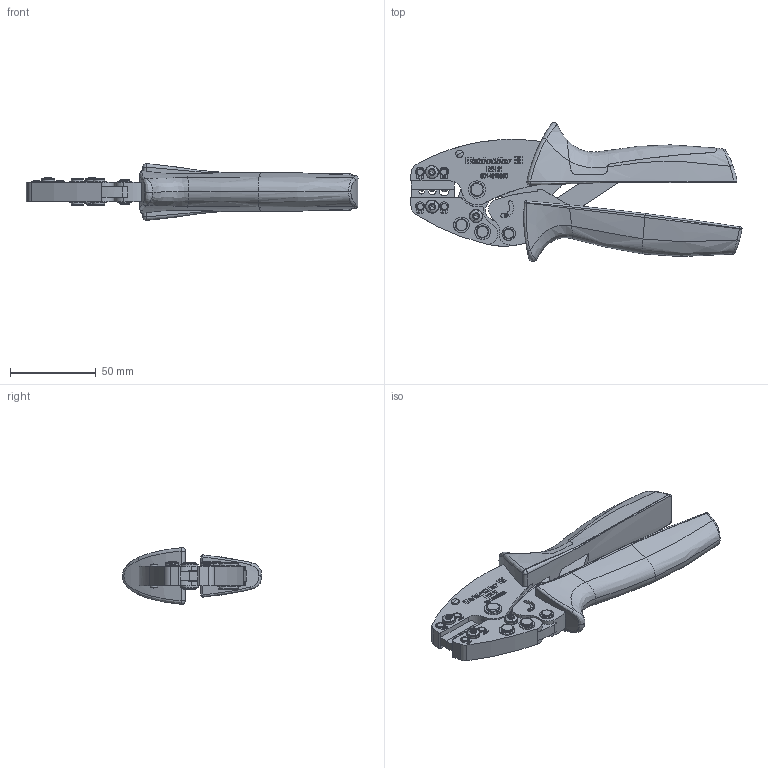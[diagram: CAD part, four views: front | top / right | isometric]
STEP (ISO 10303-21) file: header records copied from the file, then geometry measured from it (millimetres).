
FILE_DESCRIPTION(('CATIA V5 STEP Exchange','CAx-IF Rec.Pracs.--- Model Styling and Organization---1.5--- 2016-08-15','CAx-IF Rec.Pracs.---Supplemental Geometry---1.0---2011-11-01','CAx-IF Rec.Pracs.--- Composite Materials ---1.1---2010-07-15'),'2;1');
FILE_NAME ('033441-1_0', '2024-11-13T07:44:41+00:00', ('none'), ('Weidmueller'), 'CATIA Version 5-6 Release 2022 SP4 HF5', 'CATIA V5 STEP AP214 v3', 'none');
FILE_SCHEMA(('AUTOMOTIVE_DESIGN { 1 0 10303 214 1 1 1 1 }'));
Length unit declared in the file: millimetre
Products named in the file (1): 9014610000_HTN_21_AllCATPart
Bounding box: 193.63 x 81.1 x 33.02 mm (x, y, z)
Volume: 140476.3 mm3; surface area: 32782 mm2
Topology: 1 solids, 2 shells, 1302 faces, 3639 edges, 2412 vertices
Faces by surface type: plane 505, extrusion 343, cylinder 256, bspline 128, cone 38, torus 18, sphere 14
Entity records: 53840 total; most frequent: CARTESIAN_POINT 23083, ORIENTED_EDGE 7254, DIRECTION 3789, EDGE_CURVE 3627, VERTEX_POINT 2412, VECTOR 2089, LINE 1746, B_SPLINE_CURVE_WITH_KNOTS 1522
